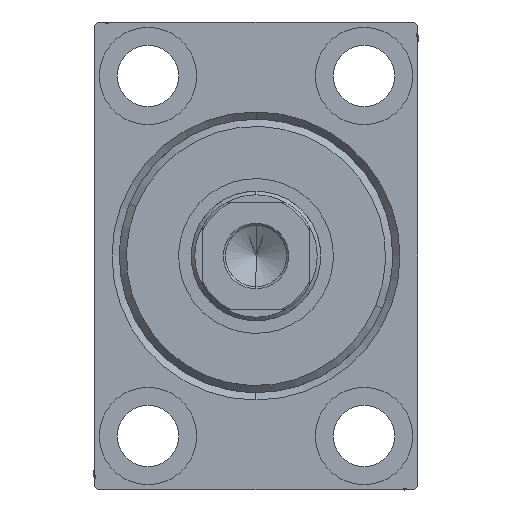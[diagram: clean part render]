
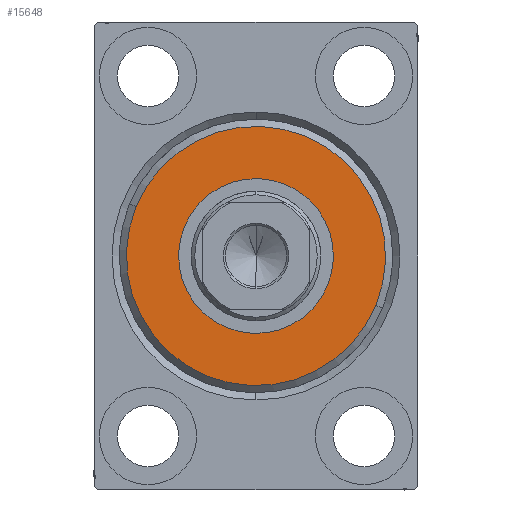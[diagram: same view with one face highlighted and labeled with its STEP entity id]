
A CAD part, left-side view. The second image highlights one B-rep face of the part: STEP entity #15648.
In plain terms, the highlighted face is planar.
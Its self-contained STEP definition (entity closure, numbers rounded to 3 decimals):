
#38 = CARTESIAN_POINT ( 'NONE',  ( 3., 0., 18. ) ) ;
#327 = ORIENTED_EDGE ( 'NONE', *, *, #24985, .T. ) ;
#1597 = DIRECTION ( 'NONE',  ( 1., 0., 0. ) ) ;
#1979 = FACE_BOUND ( 'NONE', #16631, .T. ) ;
#2850 = CARTESIAN_POINT ( 'NONE',  ( 3., 0., 0. ) ) ;
#4059 = AXIS2_PLACEMENT_3D ( 'NONE', #41292, #41960, #4946 ) ;
#4332 = VERTEX_POINT ( 'NONE', #14867 ) ;
#4946 = DIRECTION ( 'NONE',  ( 0., 0., -1. ) ) ;
#5131 = CARTESIAN_POINT ( 'NONE',  ( 3., 0., 0. ) ) ;
#5301 = ORIENTED_EDGE ( 'NONE', *, *, #36603, .T. ) ;
#5591 = CARTESIAN_POINT ( 'NONE',  ( 3., 0., 10.75 ) ) ;
#9281 = FACE_OUTER_BOUND ( 'NONE', #14114, .T. ) ;
#11138 = EDGE_CURVE ( 'NONE', #32343, #27781, #18628, .T. ) ;
#11316 = DIRECTION ( 'NONE',  ( 0., 0., -1. ) ) ;
#12244 = AXIS2_PLACEMENT_3D ( 'NONE', #5131, #1597, #14435 ) ;
#12331 = AXIS2_PLACEMENT_3D ( 'NONE', #2850, #29013, #42534 ) ;
#14114 = EDGE_LOOP ( 'NONE', ( #18605, #39785 ) ) ;
#14435 = DIRECTION ( 'NONE',  ( 0., 0., -1. ) ) ;
#14867 = CARTESIAN_POINT ( 'NONE',  ( 3., 0., -10.75 ) ) ;
#15648 = ADVANCED_FACE ( 'NONE', ( #9281, #1979 ), #36087, .T. ) ;
#16631 = EDGE_LOOP ( 'NONE', ( #327, #5301 ) ) ;
#18396 = CIRCLE ( 'NONE', #20501, 10.75 ) ;
#18605 = ORIENTED_EDGE ( 'NONE', *, *, #23532, .T. ) ;
#18628 = CIRCLE ( 'NONE', #12244, 18. ) ;
#18782 = CARTESIAN_POINT ( 'NONE',  ( 3., 0., -18. ) ) ;
#18834 = CARTESIAN_POINT ( 'NONE',  ( 3., 0., 0. ) ) ;
#19585 = AXIS2_PLACEMENT_3D ( 'NONE', #18834, #22145, #11316 ) ;
#20501 = AXIS2_PLACEMENT_3D ( 'NONE', #31448, #37425, #34319 ) ;
#22145 = DIRECTION ( 'NONE',  ( 1., 0., 0. ) ) ;
#23532 = EDGE_CURVE ( 'NONE', #27781, #32343, #33762, .T. ) ;
#24985 = EDGE_CURVE ( 'NONE', #32779, #4332, #37338, .T. ) ;
#27781 = VERTEX_POINT ( 'NONE', #38 ) ;
#29013 = DIRECTION ( 'NONE',  ( 1., 0., 0. ) ) ;
#31448 = CARTESIAN_POINT ( 'NONE',  ( 3., 0., 0. ) ) ;
#32343 = VERTEX_POINT ( 'NONE', #18782 ) ;
#32779 = VERTEX_POINT ( 'NONE', #5591 ) ;
#33762 = CIRCLE ( 'NONE', #19585, 18. ) ;
#34319 = DIRECTION ( 'NONE',  ( 0., 0., -1. ) ) ;
#36087 = PLANE ( 'NONE',  #12331 ) ;
#36603 = EDGE_CURVE ( 'NONE', #4332, #32779, #18396, .T. ) ;
#37338 = CIRCLE ( 'NONE', #4059, 10.75 ) ;
#37425 = DIRECTION ( 'NONE',  ( -1., 0., 0. ) ) ;
#39785 = ORIENTED_EDGE ( 'NONE', *, *, #11138, .T. ) ;
#41292 = CARTESIAN_POINT ( 'NONE',  ( 3., 0., 0. ) ) ;
#41960 = DIRECTION ( 'NONE',  ( -1., 0., 0. ) ) ;
#42534 = DIRECTION ( 'NONE',  ( 0., 0., -1. ) ) ;
